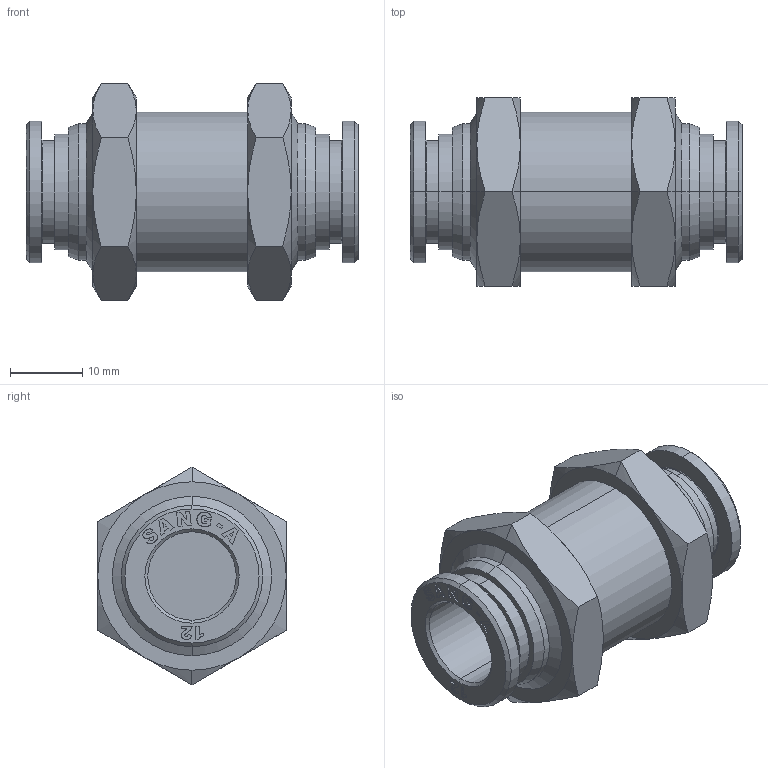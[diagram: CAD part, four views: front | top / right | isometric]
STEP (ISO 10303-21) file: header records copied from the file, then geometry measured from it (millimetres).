
FILE_DESCRIPTION((''),'2;1');
FILE_NAME('GPMM_12(3D).stp','2012-12-26T18:02:14',(''),(''),'Mechanical Desktop.R8.0.24.0','Mechanical Desktop.R8.0.24.0',', , ');
FILE_SCHEMA(('CONFIG_CONTROL_DESIGN'));
Length unit declared in the file: millimetre
Products named in the file (2): GPMM_12(3D); ºÎÇ°1
Assembly tree (1 placements, depth 2):
  GPMM_12(3D)
    ºÎÇ°1
Bounding box: 45.8 x 26 x 30.02 mm (x, y, z)
Volume: 12101.9 mm3; surface area: 6737.4 mm2
Topology: 1 solids, 1 shells, 776 faces, 2174 edges, 1432 vertices
Faces by surface type: plane 690, cone 52, cylinder 24, bspline 10
Entity records: 24639 total; most frequent: CARTESIAN_POINT 4666, ORIENTED_EDGE 4348, DIRECTION 3742, EDGE_CURVE 2174, VECTOR 2006, LINE 2006, VERTEX_POINT 1432, AXIS2_PLACEMENT_3D 868
